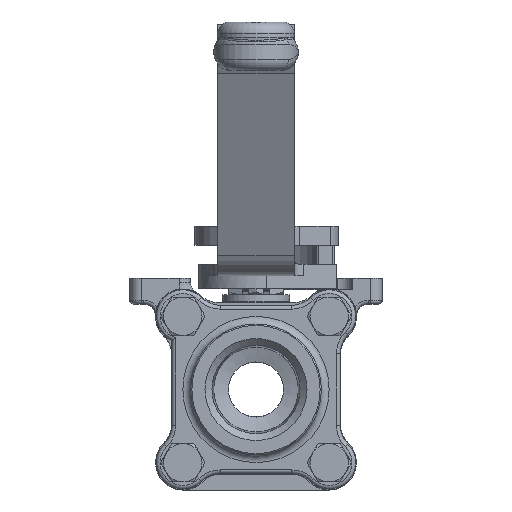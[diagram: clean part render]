
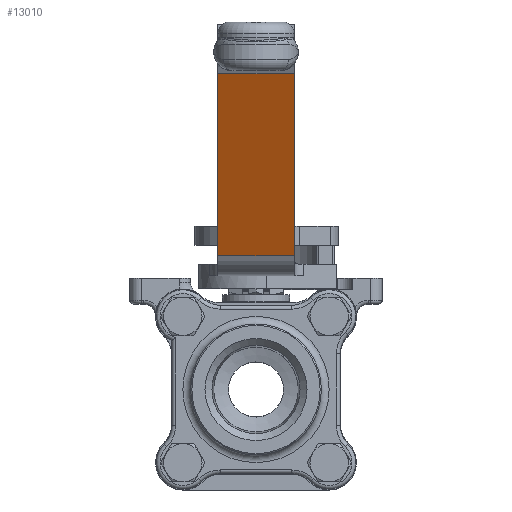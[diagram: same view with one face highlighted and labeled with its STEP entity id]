
A CAD part, front view. The second image highlights one B-rep face of the part: STEP entity #13010.
In plain terms, the highlighted face is planar.
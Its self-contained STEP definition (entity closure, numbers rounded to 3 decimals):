
#11800=CARTESIAN_POINT('',(29.757,-10.0,8.596));
#11801=VERTEX_POINT('',#11800);
#11809=CARTESIAN_POINT('',(51.848,-10.0,55.971));
#11810=VERTEX_POINT('',#11809);
#11811=CARTESIAN_POINT('',(51.848,-10.0,55.971));
#11812=DIRECTION('',(-0.423,0.0,-0.906));
#11813=VECTOR('',#11812,52.273);
#11814=LINE('',#11811,#11813);
#11815=EDGE_CURVE('',#11810,#11801,#11814,.T.);
#12967=CARTESIAN_POINT('',(29.757,10.0,8.596));
#12968=VERTEX_POINT('',#12967);
#12976=CARTESIAN_POINT('',(29.757,10.0,8.596));
#12977=DIRECTION('',(0.0,-1.0,0.0));
#12978=VECTOR('',#12977,20.0);
#12979=LINE('',#12976,#12978);
#12980=EDGE_CURVE('',#12968,#11801,#12979,.T.);
#12987=CARTESIAN_POINT('',(29.757,0.0,8.596));
#12988=DIRECTION('',(0.906,0.0,-0.423));
#12989=DIRECTION('',(-0.423,0.0,-0.906));
#12990=AXIS2_PLACEMENT_3D('',#12987,#12988,#12989);
#12991=PLANE('',#12990);
#12992=CARTESIAN_POINT('',(51.848,10.0,55.971));
#12993=VERTEX_POINT('',#12992);
#12994=CARTESIAN_POINT('',(29.757,10.0,8.596));
#12995=DIRECTION('',(0.423,0.0,0.906));
#12996=VECTOR('',#12995,52.273);
#12997=LINE('',#12994,#12996);
#12998=EDGE_CURVE('',#12968,#12993,#12997,.T.);
#12999=ORIENTED_EDGE('',*,*,#12998,.T.);
#13000=CARTESIAN_POINT('',(51.848,10.0,55.971));
#13001=DIRECTION('',(0.0,-1.0,0.0));
#13002=VECTOR('',#13001,20.0);
#13003=LINE('',#13000,#13002);
#13004=EDGE_CURVE('',#12993,#11810,#13003,.T.);
#13005=ORIENTED_EDGE('',*,*,#13004,.T.);
#13006=ORIENTED_EDGE('',*,*,#11815,.T.);
#13007=ORIENTED_EDGE('',*,*,#12980,.F.);
#13008=EDGE_LOOP('',(#12999,#13005,#13006,#13007));
#13009=FACE_OUTER_BOUND('',#13008,.T.);
#13010=ADVANCED_FACE('',(#13009),#12991,.T.);
